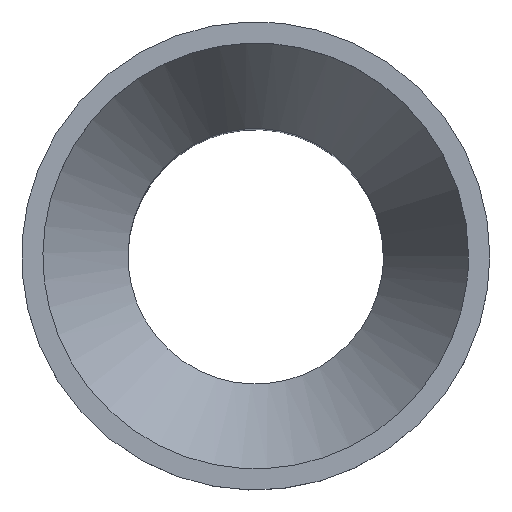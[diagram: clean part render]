
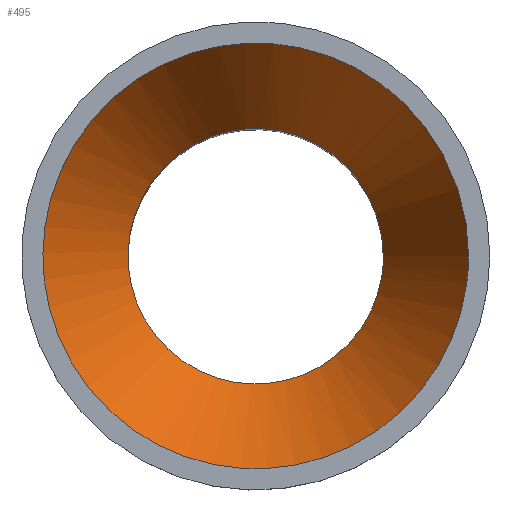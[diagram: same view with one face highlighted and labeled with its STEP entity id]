
A CAD part, top view. The second image highlights one B-rep face of the part: STEP entity #495.
In plain terms, the highlighted free-form (B-spline) face has degree [2, 1] with [9, 2] control points.
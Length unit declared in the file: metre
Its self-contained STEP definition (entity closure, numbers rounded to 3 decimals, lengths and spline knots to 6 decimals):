
#18 = CARTESIAN_POINT('NONE', (0.127, 0., 0.291978));
#19 = VERTEX_POINT('NONE', #18);
#20 = CARTESIAN_POINT('NONE', (0.0762, 0., 0.20399));
#21 = VERTEX_POINT('NONE', #20);
#130 = CARTESIAN_POINT('NONE', (0.127, 0., 0.291978));
#131 = CARTESIAN_POINT('NONE', (0.127, 0.127, 0.291978));
#132 = CARTESIAN_POINT('NONE', (0., 0.127, 0.291978));
#133 = CARTESIAN_POINT('NONE', (-0.127, 0.127, 0.291978));
#134 = CARTESIAN_POINT('NONE', (-0.127, 0., 0.291978));
#135 = CARTESIAN_POINT('NONE', (-0.127, -0.127, 0.291978));
#136 = CARTESIAN_POINT('NONE', (0., -0.127, 0.291978));
#137 = CARTESIAN_POINT('NONE', (0.127, -0.127, 0.291978));
#138 = CARTESIAN_POINT('NONE', (0.127, 0., 0.291978));
#139 = (
  BOUNDED_CURVE()
  B_SPLINE_CURVE(2, (#130, #131, #132, #133, #134, #135, #136, #137, #138), .UNSPECIFIED., .F., .F.)
  B_SPLINE_CURVE_WITH_KNOTS((3, 2, 2, 2, 3), (-6.283185, -4.712389, -3.141593, -1.570796, -0), .UNSPECIFIED.)
  CURVE()
  GEOMETRIC_REPRESENTATION_ITEM()
  RATIONAL_B_SPLINE_CURVE((1, 0.707, 1, 0.707, 1, 0.707, 1, 0.707, 1))
  REPRESENTATION_ITEM('NONE')
);
#140 = DIRECTION('NONE', (-0.5, 0, -0.866));
#141 = VECTOR('NONE', #140, 1);
#142 = CARTESIAN_POINT('NONE', (0.127, 0, 0.291978));
#143 = LINE('NONE', #142, #141);
#144 = CARTESIAN_POINT('NONE', (0.0762, 0., 0.20399));
#145 = CARTESIAN_POINT('NONE', (0.0762, 0.0762, 0.20399));
#146 = CARTESIAN_POINT('NONE', (0., 0.0762, 0.20399));
#147 = CARTESIAN_POINT('NONE', (-0.0762, 0.0762, 0.20399));
#148 = CARTESIAN_POINT('NONE', (-0.0762, 0., 0.20399));
#149 = CARTESIAN_POINT('NONE', (-0.0762, -0.0762, 0.20399));
#150 = CARTESIAN_POINT('NONE', (0., -0.0762, 0.20399));
#151 = CARTESIAN_POINT('NONE', (0.0762, -0.0762, 0.20399));
#152 = CARTESIAN_POINT('NONE', (0.0762, 0., 0.20399));
#153 = (
  BOUNDED_CURVE()
  B_SPLINE_CURVE(2, (#144, #145, #146, #147, #148, #149, #150, #151, #152), .UNSPECIFIED., .F., .F.)
  B_SPLINE_CURVE_WITH_KNOTS((3, 2, 2, 2, 3), (-6.283185, -4.712389, -3.141593, -1.570796, -0), .UNSPECIFIED.)
  CURVE()
  GEOMETRIC_REPRESENTATION_ITEM()
  RATIONAL_B_SPLINE_CURVE((1, 0.707, 1, 0.707, 1, 0.707, 1, 0.707, 1))
  REPRESENTATION_ITEM('NONE')
);
#211 = EDGE_CURVE('NONE', #19, #19, #139, .T.);
#212 = EDGE_CURVE('NONE', #19, #21, #143, .T.);
#213 = EDGE_CURVE('NONE', #21, #21, #153, .T.);
#260 = ORIENTED_EDGE('NONE', *, *, #211, .F.);
#261 = ORIENTED_EDGE('NONE', *, *, #212, .T.);
#262 = ORIENTED_EDGE('NONE', *, *, #213, .T.);
#263 = ORIENTED_EDGE('NONE', *, *, #212, .F.);
#264 = EDGE_LOOP('NONE', (#260, #261, #262, #263));
#402 = CARTESIAN_POINT('NONE', (0.127, 0, 0.291978));
#403 = CARTESIAN_POINT('NONE', (0.0762, 0, 0.20399));
#404 = CARTESIAN_POINT('NONE', (0.127, -0.127, 0.291978));
#405 = CARTESIAN_POINT('NONE', (0.0762, -0.0762, 0.20399));
#406 = CARTESIAN_POINT('NONE', (0., -0.127, 0.291978));
#407 = CARTESIAN_POINT('NONE', (0., -0.0762, 0.20399));
#408 = CARTESIAN_POINT('NONE', (-0.127, -0.127, 0.291978));
#409 = CARTESIAN_POINT('NONE', (-0.0762, -0.0762, 0.20399));
#410 = CARTESIAN_POINT('NONE', (-0.127, 0., 0.291978));
#411 = CARTESIAN_POINT('NONE', (-0.0762, 0., 0.20399));
#412 = CARTESIAN_POINT('NONE', (-0.127, 0.127, 0.291978));
#413 = CARTESIAN_POINT('NONE', (-0.0762, 0.0762, 0.20399));
#414 = CARTESIAN_POINT('NONE', (0., 0.127, 0.291978));
#415 = CARTESIAN_POINT('NONE', (0., 0.0762, 0.20399));
#416 = CARTESIAN_POINT('NONE', (0.127, 0.127, 0.291978));
#417 = CARTESIAN_POINT('NONE', (0.0762, 0.0762, 0.20399));
#418 = CARTESIAN_POINT('NONE', (0.127, 0, 0.291978));
#419 = CARTESIAN_POINT('NONE', (0.0762, 0, 0.20399));
#420 = (
  BOUNDED_SURFACE()
  B_SPLINE_SURFACE(2, 1, ((#402, #403), (#404, #405), (#406, #407), (#408, #409), (#410, #411), (#412, #413), (#414, #415), (#416, #417), (#418, #419)), .UNSPECIFIED., .F., .F., .F.)
  B_SPLINE_SURFACE_WITH_KNOTS((3, 2, 2, 2, 3), (2, 2), (0, 1.570796, 3.141593, 4.712389, 6.283185), (0, 101.6), .UNSPECIFIED.)
  GEOMETRIC_REPRESENTATION_ITEM()
  RATIONAL_B_SPLINE_SURFACE(((1, 1), (0.707, 0.707), (1, 1), (0.707, 0.707), (1, 1), (0.707, 0.707), (1, 1), (0.707, 0.707), (1, 1)))
  REPRESENTATION_ITEM('NONE')
  SURFACE()
);
#494 = FACE_OUTER_BOUND('NONE', #264, .F.);
#495 = ADVANCED_FACE('NONE', (#494), #420, .F.);
